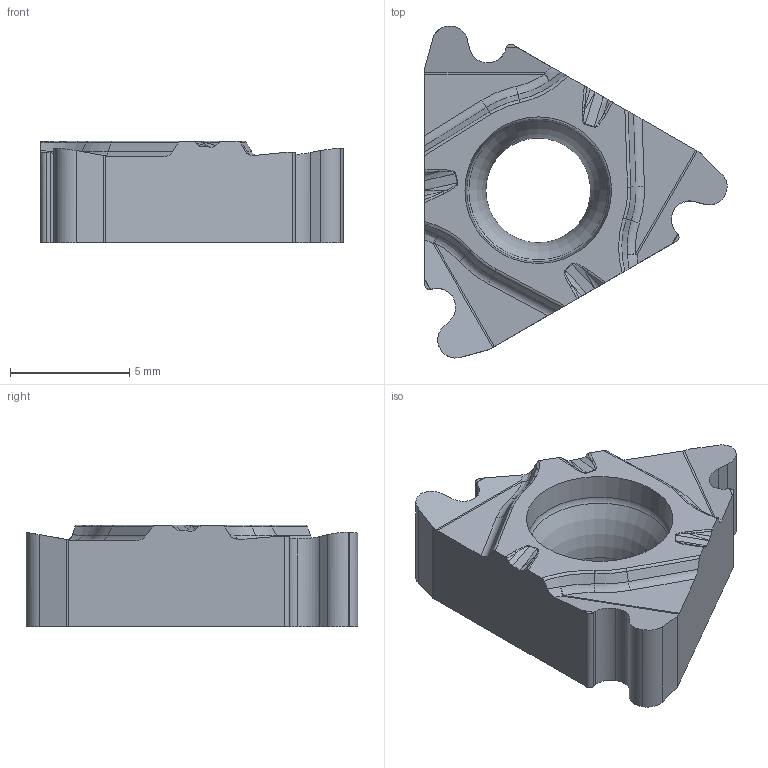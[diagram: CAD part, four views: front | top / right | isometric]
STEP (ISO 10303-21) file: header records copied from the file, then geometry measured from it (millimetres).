
FILE_DESCRIPTION(/* description */ (''),/* implementation_level */ '2;1');
FILE_NAME(/* name */ '1581908200494.stp',/* time_stamp */ '2020-02-17T08:26:51+06:00',/* author */ (''),/* organization */ ('SMS'),/* preprocessor_version */ 'ST-DEVELOPER v16.7',/* originating_system */ 'SIEMENS PLM Software NX 12.0',/* authorisation */ '');
FILE_SCHEMA (('AUTOMOTIVE_DESIGN { 1 0 10303 214 3 1 1 1 }'));
Length unit declared in the file: millimetre
Products named in the file (1): 202855782mod000_00
Bounding box: 12.7 x 13.94 x 4.27 mm (x, y, z)
Volume: 334.9 mm3; surface area: 420.5 mm2
Topology: 1 solids, 1 shells, 126 faces, 338 edges, 213 vertices
Faces by surface type: plane 41, cylinder 40, torus 14, bspline 12, extrusion 9, cone 7, sphere 3
Full cylindrical faces by diameter (mm): 4.4 x1
Entity records: 4623 total; most frequent: CARTESIAN_POINT 1476, ORIENTED_EDGE 658, DIRECTION 646, EDGE_CURVE 329, AXIS2_PLACEMENT_3D 239, VERTEX_POINT 209, VECTOR 168, LINE 159
